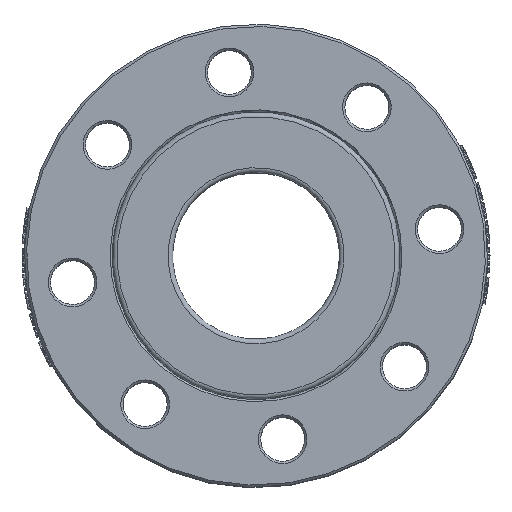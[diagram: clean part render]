
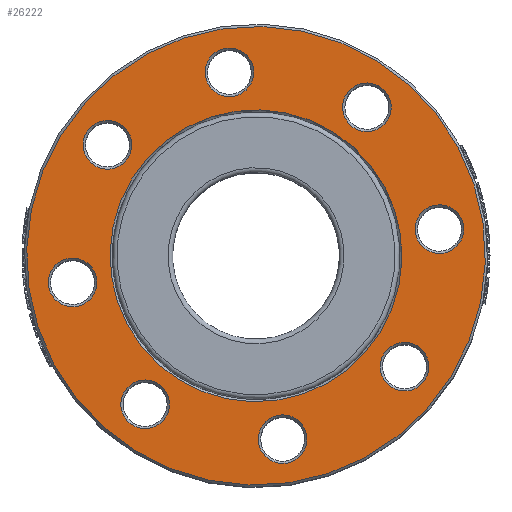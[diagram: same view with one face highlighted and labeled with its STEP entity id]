
A CAD part, top view. The second image highlights one B-rep face of the part: STEP entity #26222.
In plain terms, the highlighted planar face has unit normal (0, 0, 1).
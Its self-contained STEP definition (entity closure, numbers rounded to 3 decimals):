
#2602=PLANE('',#27610);
#6084=FACE_BOUND('',#9121,.T.);
#6085=FACE_BOUND('',#9122,.T.);
#6086=FACE_BOUND('',#9123,.T.);
#6087=FACE_BOUND('',#9124,.T.);
#6088=FACE_BOUND('',#9125,.T.);
#6089=FACE_BOUND('',#9126,.T.);
#6090=FACE_BOUND('',#9127,.T.);
#6091=FACE_BOUND('',#9128,.T.);
#6092=FACE_BOUND('',#9129,.T.);
#7492=FACE_OUTER_BOUND('',#9120,.T.);
#9120=EDGE_LOOP('',(#23228));
#9121=EDGE_LOOP('',(#23229));
#9122=EDGE_LOOP('',(#23230));
#9123=EDGE_LOOP('',(#23231));
#9124=EDGE_LOOP('',(#23232));
#9125=EDGE_LOOP('',(#23233));
#9126=EDGE_LOOP('',(#23234));
#9127=EDGE_LOOP('',(#23235));
#9128=EDGE_LOOP('',(#23236));
#9129=EDGE_LOOP('',(#23237));
#9851=CIRCLE('',#27609,10.5);
#9852=CIRCLE('',#27611,99.);
#9853=CIRCLE('',#27612,10.5);
#9854=CIRCLE('',#27613,10.5);
#9855=CIRCLE('',#27614,10.5);
#9856=CIRCLE('',#27615,10.5);
#9857=CIRCLE('',#27616,10.5);
#9858=CIRCLE('',#27617,10.5);
#9859=CIRCLE('',#27618,63.);
#9860=CIRCLE('',#27619,10.5);
#12333=VERTEX_POINT('',#61534);
#12334=VERTEX_POINT('',#61537);
#12335=VERTEX_POINT('',#61539);
#12336=VERTEX_POINT('',#61541);
#12337=VERTEX_POINT('',#61543);
#12338=VERTEX_POINT('',#61545);
#12339=VERTEX_POINT('',#61547);
#12340=VERTEX_POINT('',#61549);
#12341=VERTEX_POINT('',#61551);
#12342=VERTEX_POINT('',#61553);
#15981=EDGE_CURVE('',#12333,#12333,#9851,.T.);
#15982=EDGE_CURVE('',#12334,#12334,#9852,.T.);
#15983=EDGE_CURVE('',#12335,#12335,#9853,.T.);
#15984=EDGE_CURVE('',#12336,#12336,#9854,.T.);
#15985=EDGE_CURVE('',#12337,#12337,#9855,.T.);
#15986=EDGE_CURVE('',#12338,#12338,#9856,.T.);
#15987=EDGE_CURVE('',#12339,#12339,#9857,.T.);
#15988=EDGE_CURVE('',#12340,#12340,#9858,.T.);
#15989=EDGE_CURVE('',#12341,#12341,#9859,.T.);
#15990=EDGE_CURVE('',#12342,#12342,#9860,.T.);
#23228=ORIENTED_EDGE('',*,*,#15982,.F.);
#23229=ORIENTED_EDGE('',*,*,#15983,.F.);
#23230=ORIENTED_EDGE('',*,*,#15984,.F.);
#23231=ORIENTED_EDGE('',*,*,#15985,.F.);
#23232=ORIENTED_EDGE('',*,*,#15986,.F.);
#23233=ORIENTED_EDGE('',*,*,#15987,.F.);
#23234=ORIENTED_EDGE('',*,*,#15988,.F.);
#23235=ORIENTED_EDGE('',*,*,#15989,.F.);
#23236=ORIENTED_EDGE('',*,*,#15990,.F.);
#23237=ORIENTED_EDGE('',*,*,#15981,.F.);
#26222=ADVANCED_FACE('',(#7492,#6084,#6085,#6086,#6087,#6088,#6089,#6090,
#6091,#6092),#2602,.T.);
#27609=AXIS2_PLACEMENT_3D('',#61535,#31998,#31999);
#27610=AXIS2_PLACEMENT_3D('',#61536,#32000,#32001);
#27611=AXIS2_PLACEMENT_3D('',#61538,#32002,#32003);
#27612=AXIS2_PLACEMENT_3D('',#61540,#32004,#32005);
#27613=AXIS2_PLACEMENT_3D('',#61542,#32006,#32007);
#27614=AXIS2_PLACEMENT_3D('',#61544,#32008,#32009);
#27615=AXIS2_PLACEMENT_3D('',#61546,#32010,#32011);
#27616=AXIS2_PLACEMENT_3D('',#61548,#32012,#32013);
#27617=AXIS2_PLACEMENT_3D('',#61550,#32014,#32015);
#27618=AXIS2_PLACEMENT_3D('',#61552,#32016,#32017);
#27619=AXIS2_PLACEMENT_3D('',#61554,#32018,#32019);
#31998=DIRECTION('center_axis',(0.,0.,
1.));
#31999=DIRECTION('ref_axis',(-0.99,-0.144,0.));
#32000=DIRECTION('center_axis',(0.,0.,
1.));
#32001=DIRECTION('ref_axis',(-0.99,-0.144,0.));
#32002=DIRECTION('center_axis',(0.,0.,
-1.));
#32003=DIRECTION('ref_axis',(0.99,0.144,0.));
#32004=DIRECTION('center_axis',(0.,0.,
1.));
#32005=DIRECTION('ref_axis',(-0.598,-0.801,0.));
#32006=DIRECTION('center_axis',(0.,0.,
1.));
#32007=DIRECTION('ref_axis',(0.801,-0.598,0.));
#32008=DIRECTION('center_axis',(0.,0.,
1.));
#32009=DIRECTION('ref_axis',(-0.801,0.598,0.));
#32010=DIRECTION('center_axis',(0.,0.,
1.));
#32011=DIRECTION('ref_axis',(0.598,0.801,0.));
#32012=DIRECTION('center_axis',(0.,0.,
1.));
#32013=DIRECTION('ref_axis',(0.99,0.144,0.));
#32014=DIRECTION('center_axis',(0.,0.,
1.));
#32015=DIRECTION('ref_axis',(-0.144,0.99,0.));
#32016=DIRECTION('center_axis',(0.,0.,
1.));
#32017=DIRECTION('ref_axis',(0.99,0.144,0.));
#32018=DIRECTION('center_axis',(0.,0.,
1.));
#32019=DIRECTION('ref_axis',(0.144,-0.99,0.));
#61534=CARTESIAN_POINT('',(-96.109,72.475,5.287));
#61535=CARTESIAN_POINT('Origin',(-106.5,70.968,5.287));
#61536=CARTESIAN_POINT('Origin',(-42.395,23.108,5.287));
#61537=CARTESIAN_POINT('',(-140.37,8.893,5.287));
#61538=CARTESIAN_POINT('Origin',(-42.395,23.108,5.287));
#61539=CARTESIAN_POINT('',(-115.285,20.035,5.287));
#61540=CARTESIAN_POINT('Origin',(-121.566,11.621,5.287));
#61541=CARTESIAN_POINT('',(-39.323,-49.782,5.287));
#61542=CARTESIAN_POINT('Origin',(-30.909,-56.063,5.287));
#61543=CARTESIAN_POINT('',(-45.468,95.997,5.287));
#61544=CARTESIAN_POINT('Origin',(-53.882,102.279,5.287));
#61545=CARTESIAN_POINT('',(30.494,26.18,5.287));
#61546=CARTESIAN_POINT('Origin',(36.776,34.594,5.287));
#61547=CARTESIAN_POINT('',(11.318,-26.26,5.287));
#61548=CARTESIAN_POINT('Origin',(21.709,-24.753,5.287));
#61549=CARTESIAN_POINT('',(6.972,76.821,5.287));
#61550=CARTESIAN_POINT('Origin',(5.465,87.212,5.287));
#61551=CARTESIAN_POINT('',(-104.743,14.062,5.287));
#61552=CARTESIAN_POINT('Origin',(-42.395,23.108,5.287));
#61553=CARTESIAN_POINT('',(-91.763,-30.606,5.287));
#61554=CARTESIAN_POINT('Origin',(-90.256,-40.997,5.287));
